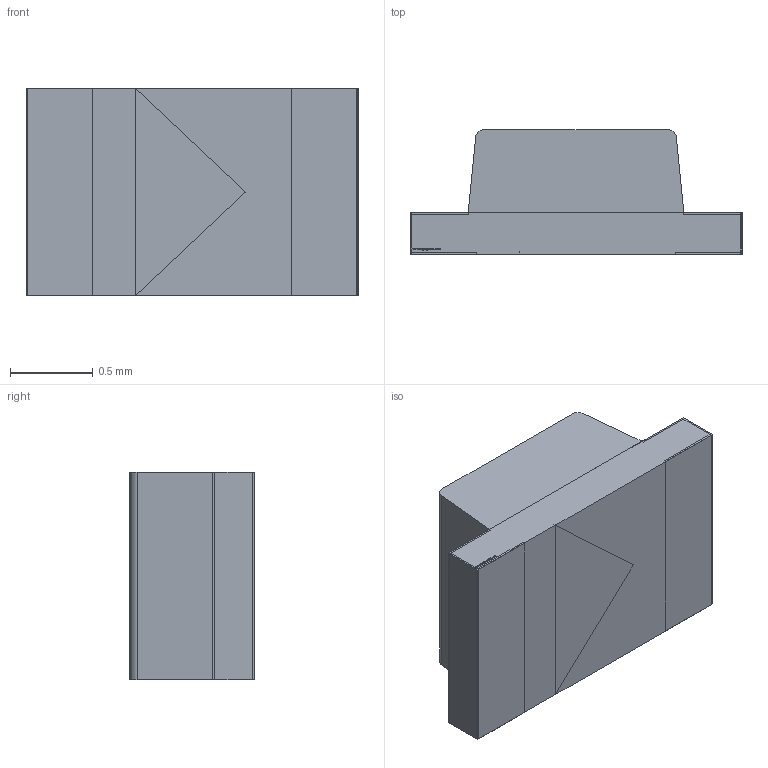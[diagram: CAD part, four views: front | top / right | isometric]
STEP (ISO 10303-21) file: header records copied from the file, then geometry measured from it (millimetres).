
FILE_DESCRIPTION(/* description */ (''),/* implementation_level */ '2;1');
FILE_NAME(/* name */ 'APT2012 v3-pin1.step',/* time_stamp */ '2017-09-07T18:29:39+02:00',/* author */ (''),/* organization */ (''),/* preprocessor_version */ 'ST-DEVELOPER v16.13',/* originating_system */ 'Autodesk Translation Framework v6.1.1.50',/* authorisation */ '');
FILE_SCHEMA (('AUTOMOTIVE_DESIGN { 1 0 10303 214 3 1 1 }'));
Length unit declared in the file: millimetre
Products named in the file (1): APT2012 v3
Bounding box: 2 x 0.75 x 1.25 mm (x, y, z)
Volume: 1.4 mm3; surface area: 18.6 mm2
Topology: 10 solids, 10 shells, 328 faces, 840 edges, 560 vertices
Faces by surface type: plane 210, bspline 108, cylinder 10
Full cylindrical faces by diameter (mm): 0.42 x1
Entity records: 15434 total; most frequent: CARTESIAN_POINT 7774, ORIENTED_EDGE 1678, DIRECTION 1101, EDGE_CURVE 839, LINE 603, VECTOR 603, VERTEX_POINT 560, EDGE_LOOP 357
